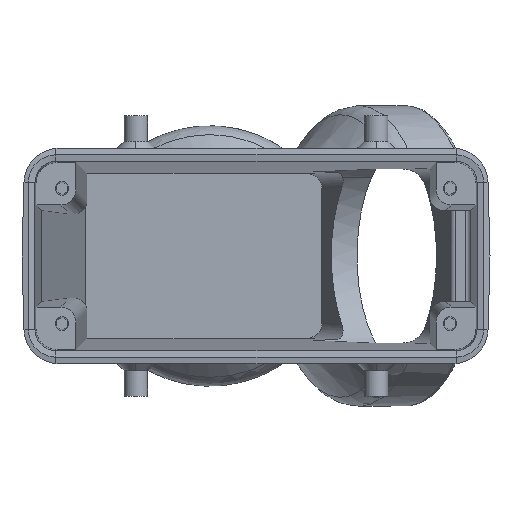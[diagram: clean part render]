
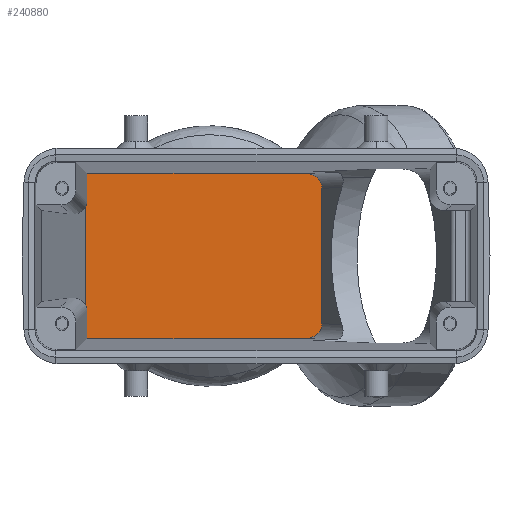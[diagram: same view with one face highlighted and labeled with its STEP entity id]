
A CAD part, front view. The second image highlights one B-rep face of the part: STEP entity #240880.
In plain terms, the highlighted planar face has unit normal (0, -1, 0).
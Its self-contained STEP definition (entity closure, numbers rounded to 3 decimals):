
#25580=CARTESIAN_POINT('',(0.,185.557,-0.511));
#25590=DIRECTION('',(1.,-0.,-0.));
#25600=VECTOR('',#25590,1.);
#25610=LINE('',#25580,#25600);
#25620=CARTESIAN_POINT('',(21.051,185.557,
-0.511));
#25630=VERTEX_POINT('',#25620);
#25640=CARTESIAN_POINT('',(64.671,185.557,
-0.511));
#25650=VERTEX_POINT('',#25640);
#25660=EDGE_CURVE('',#25630,#25650,#25610,.T.);
#52480=CARTESIAN_POINT('',(21.051,185.557,-33.489
));
#52490=VERTEX_POINT('',#52480);
#52520=CARTESIAN_POINT('',(0.,185.557,-33.489));
#52530=DIRECTION('',(-1.,-0.,0.));
#52540=VECTOR('',#52530,1.);
#52550=LINE('',#52520,#52540);
#52560=CARTESIAN_POINT('',(64.671,185.557,-33.489
));
#52570=VERTEX_POINT('',#52560);
#52580=EDGE_CURVE('',#52570,#52490,#52550,.T.);
#52840=CARTESIAN_POINT('',(20.787,185.557,-7.243
));
#52850=VERTEX_POINT('',#52840);
#52990=CARTESIAN_POINT('',(21.051,185.557,-6.012
));
#53000=VERTEX_POINT('',#52990);
#53030=CARTESIAN_POINT('',(18.051,185.557,-6.01
));
#53040=DIRECTION('',(-0.,-1.,-0.));
#53050=DIRECTION('',(-0.707,0.,0.707));
#53060=AXIS2_PLACEMENT_3D('',#53030,#53040,#53050);
#53070=ELLIPSE('',#53060,3.002,3.);
#53080=EDGE_CURVE('',#52850,#53000,#53070,.T.);
#62860=CARTESIAN_POINT('',(68.017,185.557,-3.48
));
#62870=VERTEX_POINT('',#62860);
#63030=CARTESIAN_POINT('',(68.017,185.557,-30.52)
);
#63040=VERTEX_POINT('',#63030);
#63070=CARTESIAN_POINT('',(68.017,185.557,0.));
#63080=DIRECTION('',(-0.,0.,1.));
#63090=VECTOR('',#63080,1.);
#63100=LINE('',#63070,#63090);
#63110=EDGE_CURVE('',#63040,#62870,#63100,.T.);
#63770=CARTESIAN_POINT('',(64.635,185.557,-3.512
));
#63780=DIRECTION('',(-0.,-1.,-0.));
#63790=DIRECTION('',(-0.999,0.,-0.045));
#63800=AXIS2_PLACEMENT_3D('',#63770,#63780,#63790);
#63810=ELLIPSE('',#63800,3.383,3.);
#63820=EDGE_CURVE('',#62870,#25650,#63810,.T.);
#68710=CARTESIAN_POINT('',(21.051,185.557,-27.988
));
#68720=VERTEX_POINT('',#68710);
#68750=CARTESIAN_POINT('',(21.051,185.557,0.));
#68760=DIRECTION('',(0.,0.,-1.));
#68770=VECTOR('',#68760,1.);
#68780=LINE('',#68750,#68770);
#68790=EDGE_CURVE('',#68720,#52490,#68780,.T.);
#68930=CARTESIAN_POINT('',(21.051,185.557,0.));
#68940=DIRECTION('',(0.,-0.,-1.));
#68950=VECTOR('',#68940,1.);
#68960=LINE('',#68930,#68950);
#68970=EDGE_CURVE('',#25630,#53000,#68960,.T.);
#71800=CARTESIAN_POINT('',(20.787,185.557,-26.757
));
#71810=VERTEX_POINT('',#71800);
#72090=CARTESIAN_POINT('',(20.787,185.557,0.));
#72100=DIRECTION('',(-0.,-0.,1.));
#72110=VECTOR('',#72100,1.);
#72120=LINE('',#72090,#72110);
#72130=EDGE_CURVE('',#71810,#52850,#72120,.T.);
#94620=CARTESIAN_POINT('',(18.051,185.557,-27.99)
);
#94630=DIRECTION('',(-0.,-1.,-0.));
#94640=DIRECTION('',(-0.707,0.,-0.707));
#94650=AXIS2_PLACEMENT_3D('',#94620,#94630,#94640);
#94660=ELLIPSE('',#94650,3.002,3.);
#94670=EDGE_CURVE('',#68720,#71810,#94660,.T.);
#146990=CARTESIAN_POINT('',(64.635,185.557,
-30.488));
#147000=DIRECTION('',(-0.,-1.,-0.));
#147010=DIRECTION('',(-0.999,0.,0.045));
#147020=AXIS2_PLACEMENT_3D('',#146990,#147000,#147010);
#147030=ELLIPSE('',#147020,3.383,3.);
#147040=EDGE_CURVE('',#52570,#63040,#147030,.T.);
#240710=CARTESIAN_POINT('',(67.912,185.557,-32.262
));
#240720=DIRECTION('',(-0.,-1.,-0.));
#240730=DIRECTION('',(-1.,0.,0.));
#240740=AXIS2_PLACEMENT_3D('',#240710,#240720,#240730);
#240750=PLANE('',#240740);
#240760=ORIENTED_EDGE('',*,*,#63820,.T.);
#240770=ORIENTED_EDGE('',*,*,#63110,.T.);
#240780=ORIENTED_EDGE('',*,*,#147040,.T.);
#240790=ORIENTED_EDGE('',*,*,#52580,.F.);
#240800=ORIENTED_EDGE('',*,*,#68790,.T.);
#240810=ORIENTED_EDGE('',*,*,#94670,.F.);
#240820=ORIENTED_EDGE('',*,*,#72130,.F.);
#240830=ORIENTED_EDGE('',*,*,#53080,.F.);
#240840=ORIENTED_EDGE('',*,*,#68970,.T.);
#240850=ORIENTED_EDGE('',*,*,#25660,.F.);
#240860=EDGE_LOOP('',(#240850,#240840,#240830,#240820,#240810,#240800,
#240790,#240780,#240770,#240760));
#240870=FACE_OUTER_BOUND('',#240860,.T.);
#240880=ADVANCED_FACE('',(#240870),#240750,.T.);
